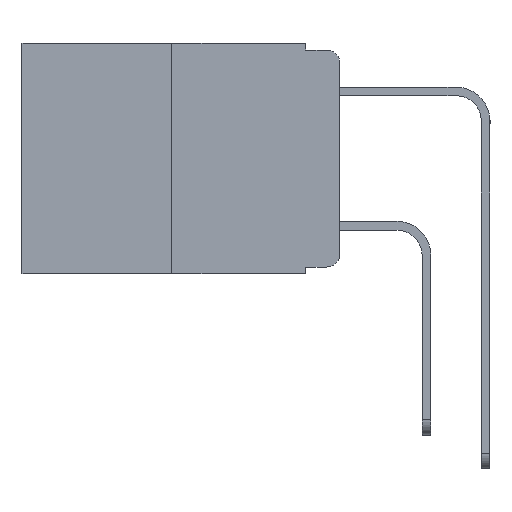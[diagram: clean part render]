
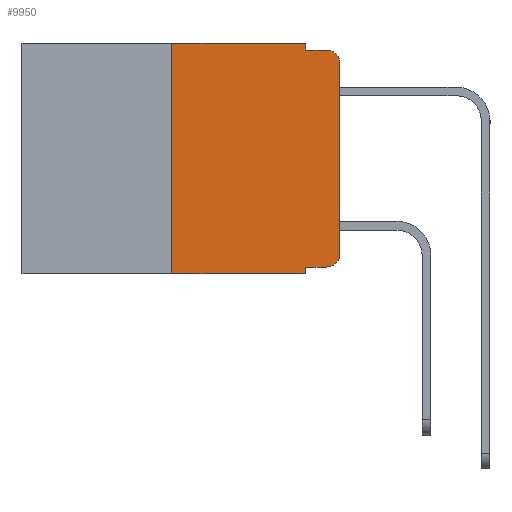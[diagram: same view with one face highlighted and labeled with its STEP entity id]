
A CAD part, left-side view. The second image highlights one B-rep face of the part: STEP entity #9950.
In plain terms, the highlighted planar face has unit normal (-1, 0, 0).
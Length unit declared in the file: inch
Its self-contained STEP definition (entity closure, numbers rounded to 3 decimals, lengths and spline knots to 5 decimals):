
#35 = CARTESIAN_POINT ( 'NONE',  ( 0., 0.051, 0. ) ) ;
#63 = LINE ( 'NONE', #18855, #12748 ) ;
#226 = VECTOR ( 'NONE', #6954, 39.37008 ) ;
#255 = VECTOR ( 'NONE', #18246, 39.37008 ) ;
#264 = EDGE_CURVE ( 'NONE', #7475, #2343, #14421, .T. ) ;
#469 = VERTEX_POINT ( 'NONE', #11691 ) ;
#727 = AXIS2_PLACEMENT_3D ( 'NONE', #2914, #14023, #4621 ) ;
#738 = CARTESIAN_POINT ( 'NONE',  ( 0., 0.473, 0. ) ) ;
#825 = VECTOR ( 'NONE', #9745, 39.37008 ) ;
#964 = ORIENTED_EDGE ( 'NONE', *, *, #264, .F. ) ;
#1628 = VECTOR ( 'NONE', #20070, 39.37008 ) ;
#1666 = VERTEX_POINT ( 'NONE', #11967 ) ;
#2343 = VERTEX_POINT ( 'NONE', #6252 ) ;
#2914 = CARTESIAN_POINT ( 'NONE',  ( 0., 0.02, -0.313 ) ) ;
#3364 = VECTOR ( 'NONE', #17293, 39.37008 ) ;
#3504 = DIRECTION ( 'NONE',  ( 0., -1., 0. ) ) ;
#3546 = ORIENTED_EDGE ( 'NONE', *, *, #6529, .F. ) ;
#3970 = EDGE_CURVE ( 'NONE', #7475, #15743, #13375, .T. ) ;
#4221 = DIRECTION ( 'NONE',  ( 0., -1., 0. ) ) ;
#4369 = CARTESIAN_POINT ( 'NONE',  ( 0., 0., -0.313 ) ) ;
#4621 = DIRECTION ( 'NONE',  ( 0., 0., -1. ) ) ;
#4663 = DIRECTION ( 'NONE',  ( -1., 0., 0. ) ) ;
#4813 = VERTEX_POINT ( 'NONE', #8337 ) ;
#6252 = CARTESIAN_POINT ( 'NONE',  ( 0., 0.051, -0.343 ) ) ;
#6271 = CARTESIAN_POINT ( 'NONE',  ( 0., 0.051, 0. ) ) ;
#6529 = EDGE_CURVE ( 'NONE', #1666, #7393, #14088, .T. ) ;
#6954 = DIRECTION ( 'NONE',  ( 0., 0., -1. ) ) ;
#7393 = VERTEX_POINT ( 'NONE', #7858 ) ;
#7475 = VERTEX_POINT ( 'NONE', #17218 ) ;
#7645 = EDGE_CURVE ( 'NONE', #8361, #1666, #14273, .T. ) ;
#7698 = DIRECTION ( 'NONE',  ( 1., 0., 0. ) ) ;
#7858 = CARTESIAN_POINT ( 'NONE',  ( 0., 0.02, -0.01 ) ) ;
#7909 = VERTEX_POINT ( 'NONE', #4369 ) ;
#8158 = CARTESIAN_POINT ( 'NONE',  ( 0., 0., 0. ) ) ;
#8337 = CARTESIAN_POINT ( 'NONE',  ( 0., 0., -0.03 ) ) ;
#8361 = VERTEX_POINT ( 'NONE', #35 ) ;
#9203 = EDGE_CURVE ( 'NONE', #469, #8361, #16323, .T. ) ;
#9233 = CARTESIAN_POINT ( 'NONE',  ( 0., 0.051, -0.333 ) ) ;
#9379 = ORIENTED_EDGE ( 'NONE', *, *, #15588, .T. ) ;
#9447 = AXIS2_PLACEMENT_3D ( 'NONE', #14063, #4663, #15532 ) ;
#9745 = DIRECTION ( 'NONE',  ( 0., 0., 1. ) ) ;
#9950 = ADVANCED_FACE ( 'NONE', ( #12784 ), #15315, .F. ) ;
#10019 = EDGE_CURVE ( 'NONE', #15743, #7909, #12334, .T. ) ;
#10540 = VECTOR ( 'NONE', #3504, 39.37008 ) ;
#10795 = EDGE_CURVE ( 'NONE', #14314, #469, #63, .T. ) ;
#10834 = ORIENTED_EDGE ( 'NONE', *, *, #10019, .T. ) ;
#10919 = CARTESIAN_POINT ( 'NONE',  ( 0., 0.02, -0.333 ) ) ;
#11475 = CARTESIAN_POINT ( 'NONE',  ( 0., 0.051, -0.01 ) ) ;
#11691 = CARTESIAN_POINT ( 'NONE',  ( 0., 0.25, 0. ) ) ;
#11967 = CARTESIAN_POINT ( 'NONE',  ( 0., 0.051, -0.01 ) ) ;
#12041 = ORIENTED_EDGE ( 'NONE', *, *, #7645, .F. ) ;
#12334 = CIRCLE ( 'NONE', #727, 0.02 ) ;
#12748 = VECTOR ( 'NONE', #12869, 39.37008 ) ;
#12784 = FACE_OUTER_BOUND ( 'NONE', #14617, .T. ) ;
#12869 = DIRECTION ( 'NONE',  ( 0., 0., 1. ) ) ;
#13338 = LINE ( 'NONE', #8158, #825 ) ;
#13375 = LINE ( 'NONE', #9233, #255 ) ;
#13918 = ORIENTED_EDGE ( 'NONE', *, *, #3970, .T. ) ;
#14023 = DIRECTION ( 'NONE',  ( -1., 0., 0. ) ) ;
#14063 = CARTESIAN_POINT ( 'NONE',  ( 0., 0.02, -0.03 ) ) ;
#14088 = LINE ( 'NONE', #11475, #10540 ) ;
#14176 = VECTOR ( 'NONE', #4221, 39.37008 ) ;
#14273 = LINE ( 'NONE', #16131, #226 ) ;
#14312 = CARTESIAN_POINT ( 'NONE',  ( 0., 0.473, 0. ) ) ;
#14314 = VERTEX_POINT ( 'NONE', #19574 ) ;
#14421 = LINE ( 'NONE', #6271, #1628 ) ;
#14617 = EDGE_LOOP ( 'NONE', ( #15064, #19018, #3546, #12041, #19904, #20352, #9379, #964, #13918, #10834 ) ) ;
#14946 = CIRCLE ( 'NONE', #9447, 0.02 ) ;
#15064 = ORIENTED_EDGE ( 'NONE', *, *, #18934, .T. ) ;
#15315 = PLANE ( 'NONE',  #20101 ) ;
#15532 = DIRECTION ( 'NONE',  ( 0., 0., -1. ) ) ;
#15588 = EDGE_CURVE ( 'NONE', #14314, #2343, #18139, .T. ) ;
#15743 = VERTEX_POINT ( 'NONE', #10919 ) ;
#16131 = CARTESIAN_POINT ( 'NONE',  ( 0., 0.051, 0. ) ) ;
#16323 = LINE ( 'NONE', #14312, #3364 ) ;
#17218 = CARTESIAN_POINT ( 'NONE',  ( 0., 0.051, -0.333 ) ) ;
#17293 = DIRECTION ( 'NONE',  ( 0., -1., 0. ) ) ;
#18139 = LINE ( 'NONE', #19532, #14176 ) ;
#18246 = DIRECTION ( 'NONE',  ( 0., -1., 0. ) ) ;
#18304 = DIRECTION ( 'NONE',  ( 0., 0., -1. ) ) ;
#18855 = CARTESIAN_POINT ( 'NONE',  ( 0., 0.25, 0. ) ) ;
#18934 = EDGE_CURVE ( 'NONE', #7909, #4813, #13338, .T. ) ;
#19018 = ORIENTED_EDGE ( 'NONE', *, *, #19542, .T. ) ;
#19532 = CARTESIAN_POINT ( 'NONE',  ( 0., 0.473, -0.343 ) ) ;
#19542 = EDGE_CURVE ( 'NONE', #4813, #7393, #14946, .T. ) ;
#19574 = CARTESIAN_POINT ( 'NONE',  ( 0., 0.25, -0.343 ) ) ;
#19904 = ORIENTED_EDGE ( 'NONE', *, *, #9203, .F. ) ;
#20070 = DIRECTION ( 'NONE',  ( 0., 0., -1. ) ) ;
#20101 = AXIS2_PLACEMENT_3D ( 'NONE', #738, #7698, #18304 ) ;
#20352 = ORIENTED_EDGE ( 'NONE', *, *, #10795, .F. ) ;
